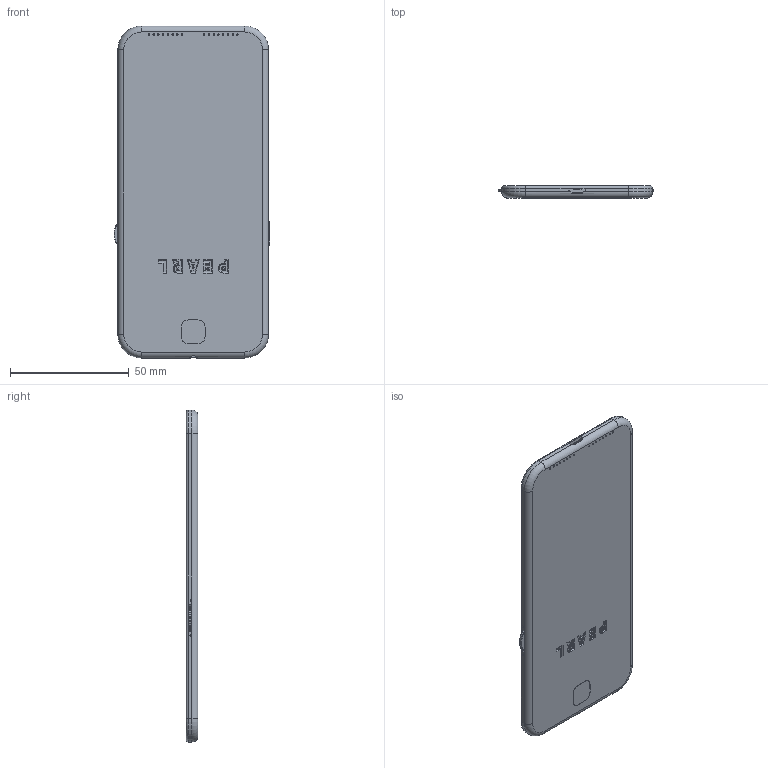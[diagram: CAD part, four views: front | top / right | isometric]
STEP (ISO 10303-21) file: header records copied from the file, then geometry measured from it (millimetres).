
FILE_DESCRIPTION (( 'STEP AP214' ), '1' );
FILE_NAME ('Smartphone #7.STEP', '2018-11-08T17:17:01', ( '' ), ( '' ), 'SwSTEP 2.0', 'SolidWorks 2016', '' );
FILE_SCHEMA (( 'AUTOMOTIVE_DESIGN' ));
Length unit declared in the file: millimetre
Products named in the file (1): Smartphone #7
Bounding box: 65.69 x 5 x 140 mm (x, y, z)
Volume: 43128.4 mm3; surface area: 19539.2 mm2
Topology: 4 solids, 4 shells, 394 faces, 911 edges, 566 vertices
Faces by surface type: plane 221, cylinder 108, torus 33, bspline 28, cone 4
Entity records: 17348 total; most frequent: CARTESIAN_POINT 5797, DIRECTION 1854, ORIENTED_EDGE 1822, EDGE_CURVE 911, AXIS2_PLACEMENT_3D 642, LINE 570, VECTOR 570, VERTEX_POINT 566
